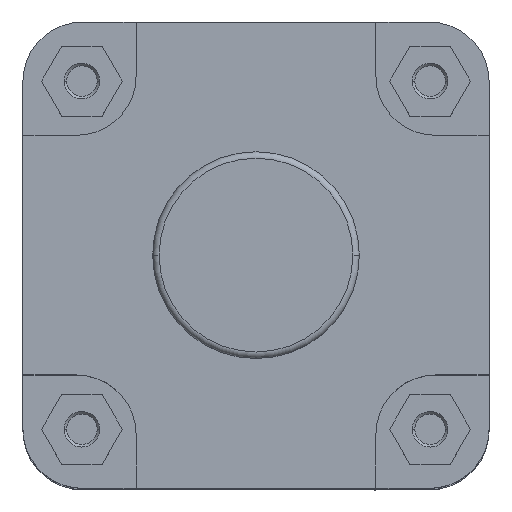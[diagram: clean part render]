
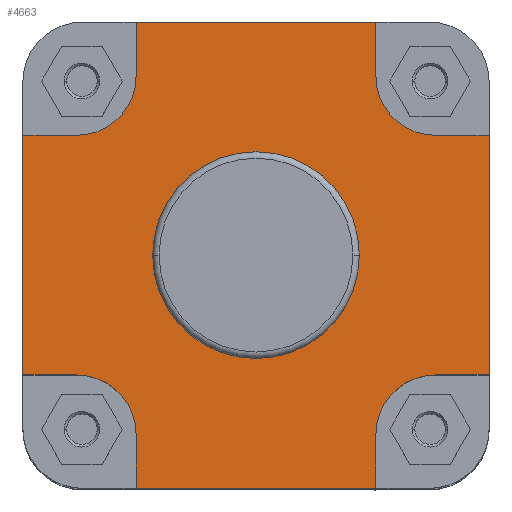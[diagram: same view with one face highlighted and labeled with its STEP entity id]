
A CAD part, top view. The second image highlights one B-rep face of the part: STEP entity #4663.
In plain terms, the highlighted planar face has unit normal (0, 0, 1).
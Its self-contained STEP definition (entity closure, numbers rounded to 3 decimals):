
#124 = VERTEX_POINT ( 'NONE', #500 ) ;
#182 = VERTEX_POINT ( 'NONE', #7194 ) ;
#209 = VERTEX_POINT ( 'NONE', #2779 ) ;
#210 = VERTEX_POINT ( 'NONE', #2780 ) ;
#211 = VERTEX_POINT ( 'NONE', #2781 ) ;
#212 = VERTEX_POINT ( 'NONE', #2782 ) ;
#213 = VERTEX_POINT ( 'NONE', #2783 ) ;
#214 = VERTEX_POINT ( 'NONE', #2784 ) ;
#215 = VERTEX_POINT ( 'NONE', #2785 ) ;
#216 = VERTEX_POINT ( 'NONE', #2786 ) ;
#217 = VERTEX_POINT ( 'NONE', #2787 ) ;
#218 = VERTEX_POINT ( 'NONE', #2788 ) ;
#219 = VERTEX_POINT ( 'NONE', #2789 ) ;
#220 = VERTEX_POINT ( 'NONE', #2790 ) ;
#221 = VERTEX_POINT ( 'NONE', #2791 ) ;
#222 = VERTEX_POINT ( 'NONE', #2792 ) ;
#223 = VERTEX_POINT ( 'NONE', #2793 ) ;
#224 = VERTEX_POINT ( 'NONE', #2794 ) ;
#500 = CARTESIAN_POINT ( 'NONE',  ( 39.9, 0., -10. ) ) ;
#552 = EDGE_CURVE ( 'NONE', #224, #223, #2262, .T. ) ;
#555 = EDGE_CURVE ( 'NONE', #222, #221, #2265, .T. ) ;
#556 = EDGE_CURVE ( 'NONE', #223, #222, #2264, .T. ) ;
#557 = EDGE_CURVE ( 'NONE', #221, #220, #2263, .T. ) ;
#558 = EDGE_CURVE ( 'NONE', #220, #219, #2273, .T. ) ;
#559 = EDGE_CURVE ( 'NONE', #219, #218, #2272, .T. ) ;
#560 = EDGE_CURVE ( 'NONE', #218, #217, #2271, .T. ) ;
#561 = EDGE_CURVE ( 'NONE', #217, #216, #2270, .T. ) ;
#562 = EDGE_CURVE ( 'NONE', #216, #215, #2280, .T. ) ;
#563 = EDGE_CURVE ( 'NONE', #215, #214, #2279, .T. ) ;
#564 = EDGE_CURVE ( 'NONE', #213, #214, #2278, .T. ) ;
#565 = EDGE_CURVE ( 'NONE', #212, #211, #2286, .T. ) ;
#566 = EDGE_CURVE ( 'NONE', #209, #210, #2285, .T. ) ;
#567 = EDGE_CURVE ( 'NONE', #182, #124, #2288, .T. ) ;
#568 = EDGE_CURVE ( 'NONE', #213, #212, #2287, .T. ) ;
#569 = EDGE_CURVE ( 'NONE', #211, #210, #2275, .T. ) ;
#640 = EDGE_CURVE ( 'NONE', #124, #182, #2409, .T. ) ;
#828 = EDGE_CURVE ( 'NONE', #209, #224, #2714, .T. ) ;
#1096 = AXIS2_PLACEMENT_3D ( 'NONE', #3002, #3003, #3004 ) ;
#1097 = AXIS2_PLACEMENT_3D ( 'NONE', #2988, #2989, #2990 ) ;
#1100 = AXIS2_PLACEMENT_3D ( 'NONE', #3011, #3012, #3013 ) ;
#1101 = AXIS2_PLACEMENT_3D ( 'NONE', #3022, #3024, #3025 ) ;
#1102 = AXIS2_PLACEMENT_3D ( 'NONE', #3019, #3020, #3021 ) ;
#1126 = AXIS2_PLACEMENT_3D ( 'NONE', #3187, #3195, #3196 ) ;
#1507 = AXIS2_PLACEMENT_3D ( 'NONE', #6705, #6707, #6708 ) ;
#2082 = ORIENTED_EDGE ( 'NONE', *, *, #828, .F. ) ;
#2083 = ORIENTED_EDGE ( 'NONE', *, *, #552, .F. ) ;
#2084 = ORIENTED_EDGE ( 'NONE', *, *, #556, .F. ) ;
#2085 = ORIENTED_EDGE ( 'NONE', *, *, #555, .F. ) ;
#2086 = ORIENTED_EDGE ( 'NONE', *, *, #557, .F. ) ;
#2087 = ORIENTED_EDGE ( 'NONE', *, *, #558, .F. ) ;
#2088 = ORIENTED_EDGE ( 'NONE', *, *, #559, .F. ) ;
#2089 = ORIENTED_EDGE ( 'NONE', *, *, #560, .F. ) ;
#2090 = ORIENTED_EDGE ( 'NONE', *, *, #561, .F. ) ;
#2091 = ORIENTED_EDGE ( 'NONE', *, *, #562, .F. ) ;
#2092 = ORIENTED_EDGE ( 'NONE', *, *, #563, .F. ) ;
#2093 = ORIENTED_EDGE ( 'NONE', *, *, #564, .T. ) ;
#2094 = ORIENTED_EDGE ( 'NONE', *, *, #568, .F. ) ;
#2095 = ORIENTED_EDGE ( 'NONE', *, *, #565, .F. ) ;
#2096 = ORIENTED_EDGE ( 'NONE', *, *, #569, .F. ) ;
#2097 = ORIENTED_EDGE ( 'NONE', *, *, #566, .T. ) ;
#2098 = ORIENTED_EDGE ( 'NONE', *, *, #567, .F. ) ;
#2099 = ORIENTED_EDGE ( 'NONE', *, *, #640, .F. ) ;
#2260 = VECTOR ( 'NONE', #2997, 1000. ) ;
#2262 = CIRCLE ( 'NONE', #1097, 23. ) ;
#2263 = LINE ( 'NONE', #2998, #2268 ) ;
#2264 = LINE ( 'NONE', #2996, #2267 ) ;
#2265 = LINE ( 'NONE', #2991, #2260 ) ;
#2267 = VECTOR ( 'NONE', #2999, 1000. ) ;
#2268 = VECTOR ( 'NONE', #3001, 1000. ) ;
#2269 = VECTOR ( 'NONE', #3006, 1000. ) ;
#2270 = LINE ( 'NONE', #3007, #2276 ) ;
#2271 = LINE ( 'NONE', #3005, #2274 ) ;
#2272 = LINE ( 'NONE', #3000, #2269 ) ;
#2273 = CIRCLE ( 'NONE', #1096, 23. ) ;
#2274 = VECTOR ( 'NONE', #3008, 1000. ) ;
#2275 = LINE ( 'NONE', #3026, #2289 ) ;
#2276 = VECTOR ( 'NONE', #3010, 1000. ) ;
#2277 = VECTOR ( 'NONE', #3015, 1000. ) ;
#2278 = LINE ( 'NONE', #3014, #2281 ) ;
#2279 = LINE ( 'NONE', #3009, #2277 ) ;
#2280 = CIRCLE ( 'NONE', #1100, 23. ) ;
#2281 = VECTOR ( 'NONE', #3018, 1000. ) ;
#2282 = VECTOR ( 'NONE', #3023, 1000. ) ;
#2283 = VECTOR ( 'NONE', #3027, 1000. ) ;
#2285 = LINE ( 'NONE', #3017, #2282 ) ;
#2286 = CIRCLE ( 'NONE', #1102, 23. ) ;
#2287 = LINE ( 'NONE', #3016, #2283 ) ;
#2288 = CIRCLE ( 'NONE', #1101, 39.9 ) ;
#2289 = VECTOR ( 'NONE', #3030, 1000. ) ;
#2409 = CIRCLE ( 'NONE', #1126, 39.9 ) ;
#2714 = LINE ( 'NONE', #3641, #2715 ) ;
#2715 = VECTOR ( 'NONE', #3642, 1000. ) ;
#2779 = CARTESIAN_POINT ( 'NONE',  ( -90., 46.25, -10. ) ) ;
#2780 = CARTESIAN_POINT ( 'NONE',  ( -90., -46.25, -10. ) ) ;
#2781 = CARTESIAN_POINT ( 'NONE',  ( -69.25, -46.25, -10. ) ) ;
#2782 = CARTESIAN_POINT ( 'NONE',  ( -46.25, -69.25, -10. ) ) ;
#2783 = CARTESIAN_POINT ( 'NONE',  ( -46.25, -90., -10. ) ) ;
#2784 = CARTESIAN_POINT ( 'NONE',  ( 46.25, -90., -10. ) ) ;
#2785 = CARTESIAN_POINT ( 'NONE',  ( 46.25, -69.25, -10. ) ) ;
#2786 = CARTESIAN_POINT ( 'NONE',  ( 69.25, -46.25, -10. ) ) ;
#2787 = CARTESIAN_POINT ( 'NONE',  ( 90., -46.25, -10. ) ) ;
#2788 = CARTESIAN_POINT ( 'NONE',  ( 90., 46.25, -10. ) ) ;
#2789 = CARTESIAN_POINT ( 'NONE',  ( 69.25, 46.25, -10. ) ) ;
#2790 = CARTESIAN_POINT ( 'NONE',  ( 46.25, 69.25, -10. ) ) ;
#2791 = CARTESIAN_POINT ( 'NONE',  ( 46.25, 90., -10. ) ) ;
#2792 = CARTESIAN_POINT ( 'NONE',  ( -46.25, 90., -10. ) ) ;
#2793 = CARTESIAN_POINT ( 'NONE',  ( -46.25, 69.25, -10. ) ) ;
#2794 = CARTESIAN_POINT ( 'NONE',  ( -69.25, 46.25, -10. ) ) ;
#2988 = CARTESIAN_POINT ( 'NONE',  ( -69.25, 69.25, -10. ) ) ;
#2989 = DIRECTION ( 'NONE',  ( 0., 0., 1. ) ) ;
#2990 = DIRECTION ( 'NONE',  ( -1., 0., 0. ) ) ;
#2991 = CARTESIAN_POINT ( 'NONE',  ( 0., 90., -10. ) ) ;
#2996 = CARTESIAN_POINT ( 'NONE',  ( -46.25, 90., -10. ) ) ;
#2997 = DIRECTION ( 'NONE',  ( 1., 0., 0. ) ) ;
#2998 = CARTESIAN_POINT ( 'NONE',  ( 46.25, 69.25, -10. ) ) ;
#2999 = DIRECTION ( 'NONE',  ( 0., 1., 0. ) ) ;
#3000 = CARTESIAN_POINT ( 'NONE',  ( 90., 46.25, -10. ) ) ;
#3001 = DIRECTION ( 'NONE',  ( 0., -1., 0. ) ) ;
#3002 = CARTESIAN_POINT ( 'NONE',  ( 69.25, 69.25, -10. ) ) ;
#3003 = DIRECTION ( 'NONE',  ( 0., 0., 1. ) ) ;
#3004 = DIRECTION ( 'NONE',  ( -1., 0., 0. ) ) ;
#3005 = CARTESIAN_POINT ( 'NONE',  ( 90., -198.141, -10. ) ) ;
#3006 = DIRECTION ( 'NONE',  ( 1., 0., 0. ) ) ;
#3007 = CARTESIAN_POINT ( 'NONE',  ( 69.25, -46.25, -10. ) ) ;
#3008 = DIRECTION ( 'NONE',  ( 0., -1., 0. ) ) ;
#3009 = CARTESIAN_POINT ( 'NONE',  ( 46.25, -90., -10. ) ) ;
#3010 = DIRECTION ( 'NONE',  ( -1., 0., 0. ) ) ;
#3011 = CARTESIAN_POINT ( 'NONE',  ( 69.25, -69.25, -10. ) ) ;
#3012 = DIRECTION ( 'NONE',  ( 0., 0., 1. ) ) ;
#3013 = DIRECTION ( 'NONE',  ( -1., 0., 0. ) ) ;
#3014 = CARTESIAN_POINT ( 'NONE',  ( 0., -90., -10. ) ) ;
#3015 = DIRECTION ( 'NONE',  ( 0., -1., 0. ) ) ;
#3016 = CARTESIAN_POINT ( 'NONE',  ( -46.25, -69.25, -10. ) ) ;
#3017 = CARTESIAN_POINT ( 'NONE',  ( -90., -198.141, -10. ) ) ;
#3018 = DIRECTION ( 'NONE',  ( 1., 0., 0. ) ) ;
#3019 = CARTESIAN_POINT ( 'NONE',  ( -69.25, -69.25, -10. ) ) ;
#3020 = DIRECTION ( 'NONE',  ( 0., 0., 1. ) ) ;
#3021 = DIRECTION ( 'NONE',  ( -1., 0., 0. ) ) ;
#3022 = CARTESIAN_POINT ( 'NONE',  ( 0., 0., -10. ) ) ;
#3023 = DIRECTION ( 'NONE',  ( 0., -1., 0. ) ) ;
#3024 = DIRECTION ( 'NONE',  ( 0., 0., 1. ) ) ;
#3025 = DIRECTION ( 'NONE',  ( 1., 0., 0. ) ) ;
#3026 = CARTESIAN_POINT ( 'NONE',  ( -90., -46.25, -10. ) ) ;
#3027 = DIRECTION ( 'NONE',  ( 0., 1., 0. ) ) ;
#3030 = DIRECTION ( 'NONE',  ( -1., 0., 0. ) ) ;
#3187 = CARTESIAN_POINT ( 'NONE',  ( 0., 0., -10. ) ) ;
#3195 = DIRECTION ( 'NONE',  ( 0., 0., 1. ) ) ;
#3196 = DIRECTION ( 'NONE',  ( 1., 0., 0. ) ) ;
#3641 = CARTESIAN_POINT ( 'NONE',  ( -69.25, 46.25, -10. ) ) ;
#3642 = DIRECTION ( 'NONE',  ( 1., 0., 0. ) ) ;
#4383 = EDGE_LOOP ( 'NONE', ( #2097, #2096, #2095, #2094, #2093, #2092, #2091, #2090, #2089, #2088, #2087, #2086, #2085, #2084, #2083, #2082 ) ) ;
#4663 = ADVANCED_FACE ( 'NONE', ( #5555, #5558 ), #6706, .F. ) ;
#5555 = FACE_BOUND ( 'NONE', #7118, .T. ) ;
#5558 = FACE_OUTER_BOUND ( 'NONE', #4383, .T. ) ;
#6705 = CARTESIAN_POINT ( 'NONE',  ( 0., 39.9, -10. ) ) ;
#6706 = PLANE ( 'NONE',  #1507 ) ;
#6707 = DIRECTION ( 'NONE',  ( 0., 0., -1. ) ) ;
#6708 = DIRECTION ( 'NONE',  ( -1., 0., 0. ) ) ;
#7118 = EDGE_LOOP ( 'NONE', ( #2099, #2098 ) ) ;
#7194 = CARTESIAN_POINT ( 'NONE',  ( -39.9, 0., -10. ) ) ;
